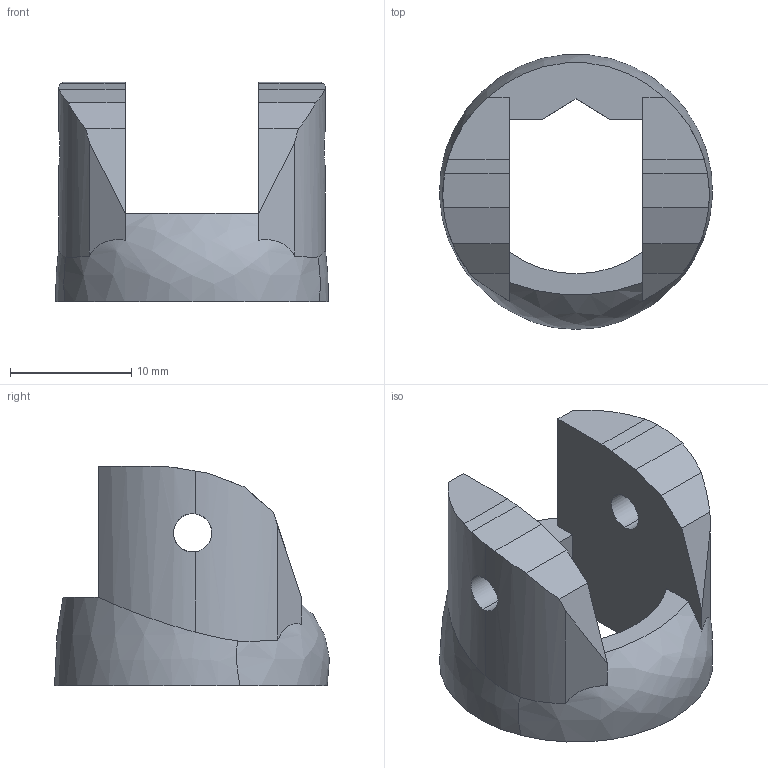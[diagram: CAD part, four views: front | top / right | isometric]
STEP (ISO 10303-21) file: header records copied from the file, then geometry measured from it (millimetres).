
FILE_DESCRIPTION (( 'STEP AP203' ), '1' );
FILE_NAME ('Kciuk_Finger4_Domyœlna_sldprt.STEP', '2020-06-09T22:46:26', ( '' ), ( '' ), 'SwSTEP 2.0', 'SolidWorks 2018', '' );
FILE_SCHEMA (( 'CONFIG_CONTROL_DESIGN' ));
Length unit declared in the file: millimetre
Products named in the file (1): Kciuk_Finger4_Domyœlna_sldprt
Bounding box: 22.49 x 22.64 x 18.1 mm (x, y, z)
Volume: 3044.5 mm3; surface area: 2113.3 mm2
Topology: 1 solids, 1 shells, 35 faces, 103 edges, 68 vertices
Faces by surface type: plane 25, cylinder 8, bspline 2
Entity records: 1573 total; most frequent: CARTESIAN_POINT 611, ORIENTED_EDGE 206, DIRECTION 155, EDGE_CURVE 103, VERTEX_POINT 68, LINE 63, VECTOR 63, AXIS2_PLACEMENT_3D 46
